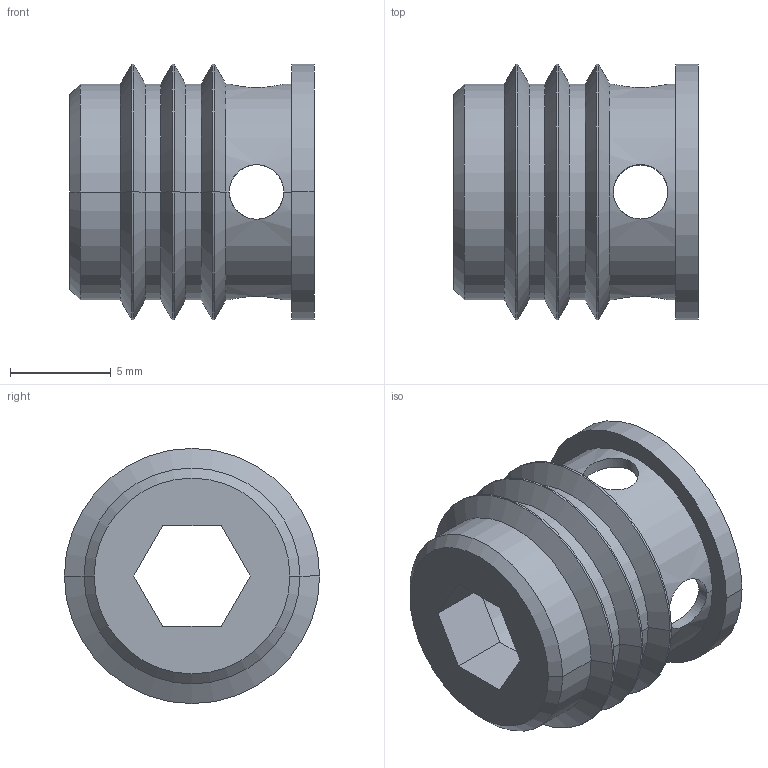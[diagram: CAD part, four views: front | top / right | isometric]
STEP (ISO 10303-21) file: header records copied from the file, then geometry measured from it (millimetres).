
FILE_DESCRIPTION(('STEP AP214'),'1');
FILE_NAME('HALDERN_EH_22330_0311.stp','2020-11-13T10:46:19',('TraceParts'),('TraceParts S.A.'),'Spatial InterOp 3D',' ',' ');
FILE_SCHEMA(('AUTOMOTIVE_DESIGN { 1 0 10303 214 1 1 1 1 }'));
Length unit declared in the file: millimetre
Products named in the file (1): HALDERN_EH_22330_0311
Bounding box: 12.1 x 12.65 x 12.65 mm (x, y, z)
Volume: 450.4 mm3; surface area: 1043.6 mm2
Topology: 1 solids, 1 shells, 52 faces, 128 edges, 76 vertices
Faces by surface type: cylinder 26, cone 16, plane 10
Entity records: 2224 total; most frequent: CARTESIAN_POINT 569, ORIENTED_EDGE 256, DIRECTION 250, EDGE_CURVE 128, AXIS2_PLACEMENT_3D 93, VERTEX_POINT 76, LINE 64, VECTOR 64
